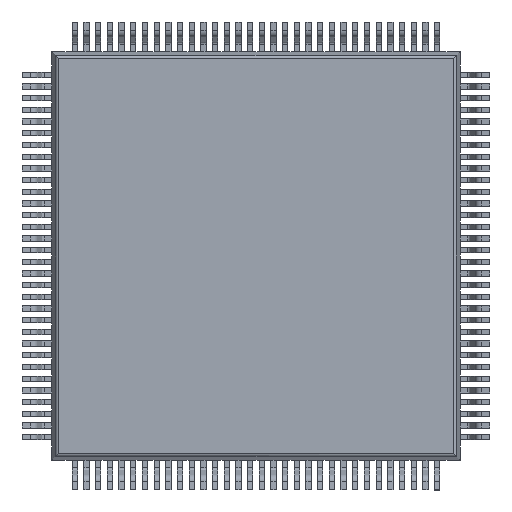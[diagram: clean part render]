
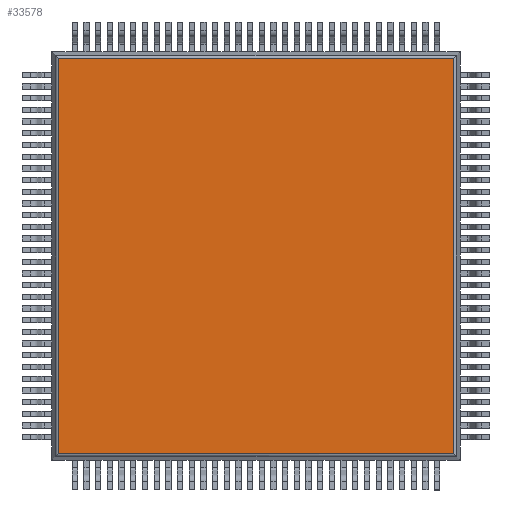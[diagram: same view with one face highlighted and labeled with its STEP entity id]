
A CAD part, front view. The second image highlights one B-rep face of the part: STEP entity #33578.
In plain terms, the highlighted planar face has unit normal (0, -1, 0).
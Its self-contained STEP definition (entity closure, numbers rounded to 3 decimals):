
#2020=PLANE('',#54054);
#3712=VECTOR('',#36459,1.);
#3713=VECTOR('',#36460,1.);
#3714=VECTOR('',#36461,1.);
#3715=VECTOR('',#36462,1.);
#7590=LINE('',#45257,#3712);
#7591=LINE('',#45260,#3713);
#7592=LINE('',#45262,#3714);
#7593=LINE('',#45264,#3715);
#11466=VERTEX_POINT('',#45258);
#11467=VERTEX_POINT('',#45259);
#11468=VERTEX_POINT('',#45261);
#11469=VERTEX_POINT('',#45263);
#15599=EDGE_CURVE('',#11466,#11467,#7590,.T.);
#15600=EDGE_CURVE('',#11467,#11468,#7591,.T.);
#15601=EDGE_CURVE('',#11468,#11469,#7592,.T.);
#15602=EDGE_CURVE('',#11469,#11466,#7593,.T.);
#20518=ORIENTED_EDGE('',*,*,#15599,.T.);
#20519=ORIENTED_EDGE('',*,*,#15600,.T.);
#20520=ORIENTED_EDGE('',*,*,#15601,.T.);
#20521=ORIENTED_EDGE('',*,*,#15602,.T.);
#29943=EDGE_LOOP('',(#20518,#20519,#20520,#20521));
#31761=FACE_BOUND('',#29943,.T.);
#33578=ADVANCED_FACE('',(#31761),#2020,.T.);
#36458=DIRECTION('',(0.,-1.,0.));
#36459=DIRECTION('',(0.,0.,-1.));
#36460=DIRECTION('',(1.,0.,0.));
#36461=DIRECTION('',(0.,0.,1.));
#36462=DIRECTION('',(-1.,0.,0.));
#45256=CARTESIAN_POINT('',(-7.,0.15,-7.));
#45257=CARTESIAN_POINT('',(-6.766,0.15,-7.));
#45258=CARTESIAN_POINT('',(-6.766,0.15,6.766));
#45259=CARTESIAN_POINT('',(-6.766,0.15,-6.766));
#45260=CARTESIAN_POINT('',(-7.,0.15,-6.766));
#45261=CARTESIAN_POINT('',(6.766,0.15,-6.766));
#45262=CARTESIAN_POINT('',(6.766,0.15,-7.));
#45263=CARTESIAN_POINT('',(6.766,0.15,6.766));
#45264=CARTESIAN_POINT('',(-7.,0.15,6.766));
#54054=AXIS2_PLACEMENT_3D('',#45256,#36458,$);
